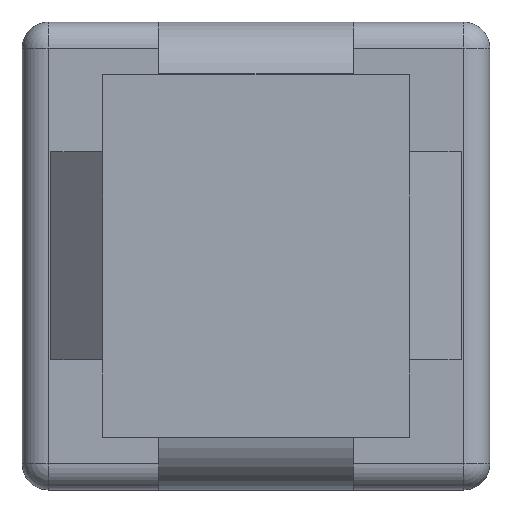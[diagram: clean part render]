
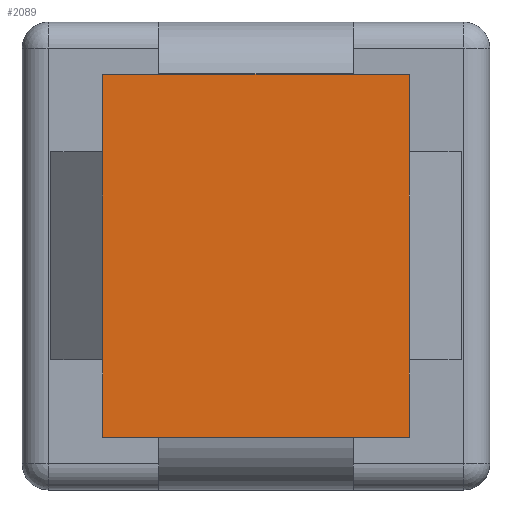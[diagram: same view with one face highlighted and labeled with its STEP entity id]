
A CAD part, top view. The second image highlights one B-rep face of the part: STEP entity #2089.
In plain terms, the highlighted planar face has unit normal (0, 0, 1).
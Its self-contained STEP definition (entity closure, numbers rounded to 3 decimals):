
#1706=CARTESIAN_POINT('',(15.915,29.,0.207));
#1707=VERTEX_POINT('',#1706);
#1714=CARTESIAN_POINT('',(15.915,25.5,0.207));
#1715=VERTEX_POINT('',#1714);
#1716=CARTESIAN_POINT('',(15.915,29.,0.207));
#1717=DIRECTION('',(-0.,-1.,0.));
#1718=VECTOR('',#1717,3.5);
#1719=LINE('',#1716,#1718);
#1720=EDGE_CURVE('',#1707,#1715,#1719,.T.);
#1722=CARTESIAN_POINT('',(15.915,18.5,0.207));
#1723=VERTEX_POINT('',#1722);
#1724=CARTESIAN_POINT('',(15.915,25.5,0.207));
#1725=DIRECTION('',(-0.,-1.,0.));
#1726=VECTOR('',#1725,7.);
#1727=LINE('',#1724,#1726);
#1728=EDGE_CURVE('',#1715,#1723,#1727,.T.);
#1730=CARTESIAN_POINT('',(15.915,15.,0.207));
#1731=VERTEX_POINT('',#1730);
#1732=CARTESIAN_POINT('',(15.915,18.5,0.207));
#1733=DIRECTION('',(-0.,-1.,0.));
#1734=VECTOR('',#1733,3.5);
#1735=LINE('',#1732,#1734);
#1736=EDGE_CURVE('',#1723,#1731,#1735,.T.);
#1993=CARTESIAN_POINT('',(21.515,22.,0.207));
#1994=DIRECTION('',(-0.,0.,1.));
#1995=DIRECTION('',(1.,-0.,0.));
#1996=AXIS2_PLACEMENT_3D('',#1993,#1994,#1995);
#1997=PLANE('',#1996);
#1998=CARTESIAN_POINT('',(6.015,15.,0.207));
#1999=VERTEX_POINT('',#1998);
#2000=CARTESIAN_POINT('',(4.115,15.,0.207));
#2001=VERTEX_POINT('',#2000);
#2002=CARTESIAN_POINT('',(6.015,15.,0.207));
#2003=DIRECTION('',(-1.,0.,-0.));
#2004=VECTOR('',#2003,1.9);
#2005=LINE('',#2002,#2004);
#2006=EDGE_CURVE('',#1999,#2001,#2005,.T.);
#2007=ORIENTED_EDGE('',*,*,#2006,.F.);
#2008=CARTESIAN_POINT('',(10.015,15.,0.207));
#2009=VERTEX_POINT('',#2008);
#2010=CARTESIAN_POINT('',(10.015,15.,0.207));
#2011=DIRECTION('',(-1.,0.,-0.));
#2012=VECTOR('',#2011,4.);
#2013=LINE('',#2010,#2012);
#2014=EDGE_CURVE('',#2009,#1999,#2013,.T.);
#2015=ORIENTED_EDGE('',*,*,#2014,.F.);
#2016=CARTESIAN_POINT('',(14.015,15.,0.207));
#2017=VERTEX_POINT('',#2016);
#2018=CARTESIAN_POINT('',(14.015,15.,0.207));
#2019=DIRECTION('',(-1.,0.,-0.));
#2020=VECTOR('',#2019,4.);
#2021=LINE('',#2018,#2020);
#2022=EDGE_CURVE('',#2017,#2009,#2021,.T.);
#2023=ORIENTED_EDGE('',*,*,#2022,.F.);
#2024=CARTESIAN_POINT('',(15.915,15.,0.207));
#2025=DIRECTION('',(-1.,0.,-0.));
#2026=VECTOR('',#2025,1.9);
#2027=LINE('',#2024,#2026);
#2028=EDGE_CURVE('',#1731,#2017,#2027,.T.);
#2029=ORIENTED_EDGE('',*,*,#2028,.F.);
#2030=ORIENTED_EDGE('',*,*,#1736,.F.);
#2031=ORIENTED_EDGE('',*,*,#1728,.F.);
#2032=ORIENTED_EDGE('',*,*,#1720,.F.);
#2033=CARTESIAN_POINT('',(14.015,29.,0.207));
#2034=VERTEX_POINT('',#2033);
#2035=CARTESIAN_POINT('',(14.015,29.,0.207));
#2036=DIRECTION('',(1.,-0.,0.));
#2037=VECTOR('',#2036,1.9);
#2038=LINE('',#2035,#2037);
#2039=EDGE_CURVE('',#2034,#1707,#2038,.T.);
#2040=ORIENTED_EDGE('',*,*,#2039,.F.);
#2041=CARTESIAN_POINT('',(10.015,29.,0.207));
#2042=VERTEX_POINT('',#2041);
#2043=CARTESIAN_POINT('',(10.015,29.,0.207));
#2044=DIRECTION('',(1.,-0.,0.));
#2045=VECTOR('',#2044,4.);
#2046=LINE('',#2043,#2045);
#2047=EDGE_CURVE('',#2042,#2034,#2046,.T.);
#2048=ORIENTED_EDGE('',*,*,#2047,.F.);
#2049=CARTESIAN_POINT('',(6.015,29.,0.207));
#2050=VERTEX_POINT('',#2049);
#2051=CARTESIAN_POINT('',(6.015,29.,0.207));
#2052=DIRECTION('',(1.,-0.,0.));
#2053=VECTOR('',#2052,4.);
#2054=LINE('',#2051,#2053);
#2055=EDGE_CURVE('',#2050,#2042,#2054,.T.);
#2056=ORIENTED_EDGE('',*,*,#2055,.F.);
#2057=CARTESIAN_POINT('',(4.115,29.,0.207));
#2058=VERTEX_POINT('',#2057);
#2059=CARTESIAN_POINT('',(4.115,29.,0.207));
#2060=DIRECTION('',(1.,-0.,0.));
#2061=VECTOR('',#2060,1.9);
#2062=LINE('',#2059,#2061);
#2063=EDGE_CURVE('',#2058,#2050,#2062,.T.);
#2064=ORIENTED_EDGE('',*,*,#2063,.F.);
#2065=CARTESIAN_POINT('',(4.115,25.5,0.207));
#2066=VERTEX_POINT('',#2065);
#2067=CARTESIAN_POINT('',(4.115,25.5,0.207));
#2068=DIRECTION('',(-0.,1.,-0.));
#2069=VECTOR('',#2068,3.5);
#2070=LINE('',#2067,#2069);
#2071=EDGE_CURVE('',#2066,#2058,#2070,.T.);
#2072=ORIENTED_EDGE('',*,*,#2071,.F.);
#2073=CARTESIAN_POINT('',(4.115,18.5,0.207));
#2074=VERTEX_POINT('',#2073);
#2075=CARTESIAN_POINT('',(4.115,18.5,0.207));
#2076=DIRECTION('',(-0.,1.,-0.));
#2077=VECTOR('',#2076,7.);
#2078=LINE('',#2075,#2077);
#2079=EDGE_CURVE('',#2074,#2066,#2078,.T.);
#2080=ORIENTED_EDGE('',*,*,#2079,.F.);
#2081=CARTESIAN_POINT('',(4.115,15.,0.207));
#2082=DIRECTION('',(-0.,1.,-0.));
#2083=VECTOR('',#2082,3.5);
#2084=LINE('',#2081,#2083);
#2085=EDGE_CURVE('',#2001,#2074,#2084,.T.);
#2086=ORIENTED_EDGE('',*,*,#2085,.F.);
#2087=EDGE_LOOP('',(#2007,#2015,#2023,#2029,#2030,#2031,#2032,#2040,#2048,#2056,#2064,#2072,#2080,#2086));
#2088=FACE_BOUND('',#2087,.T.);
#2089=ADVANCED_FACE('',(#2088),#1997,.T.);
